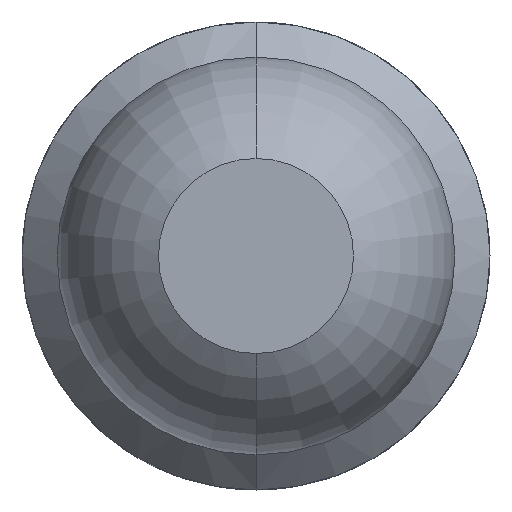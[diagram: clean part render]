
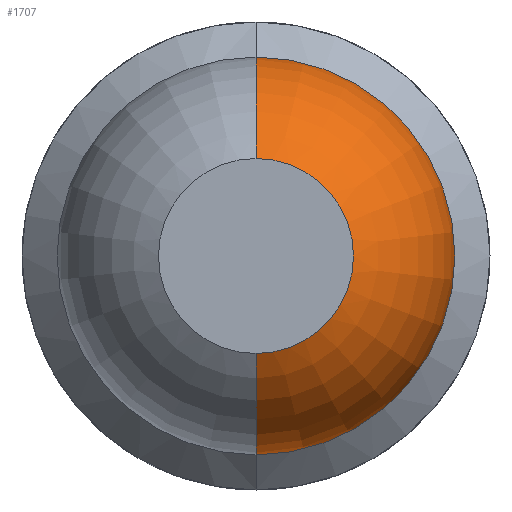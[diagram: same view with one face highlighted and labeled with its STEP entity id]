
A CAD part, front view. The second image highlights one B-rep face of the part: STEP entity #1707.
In plain terms, the highlighted toroidal (fillet/blend) face has major radius 0.01 mm and minor radius 0.5 mm.
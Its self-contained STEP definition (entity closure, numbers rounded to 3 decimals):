
#7 = EDGE_CURVE ( 'NONE', #942, #899, #539, .T. ) ;
#185 = CIRCLE ( 'NONE', #1416, 0.25 ) ;
#274 = CARTESIAN_POINT ( 'NONE',  ( 0., -26.961, -0.51 ) ) ;
#371 = EDGE_CURVE ( 'Defeature ausgef�hrt2_35+Defeature ausgef�hrt2_5+Defeature ausgef�hrt2_5+Defeature ausgef�hrt2_5', #3459, #942, #185, .T. ) ;
#455 = ORIENTED_EDGE ( 'NONE', *, *, #1538, .T. ) ;
#539 = CIRCLE ( 'NONE', #4106, 0.5 ) ;
#755 = EDGE_CURVE ( 'Defeature ausgef�hrt2_6+Defeature ausgef�hrt2_5+Defeature ausgef�hrt2_5+Defeature ausgef�hrt2_5', #899, #4099, #1885, .T. ) ;
#899 = VERTEX_POINT ( 'NONE', #2794 ) ;
#942 = VERTEX_POINT ( 'NONE', #3253 ) ;
#947 = CIRCLE ( 'NONE', #2495, 0.5 ) ;
#1211 = DIRECTION ( 'NONE',  ( 1., 0., 0. ) ) ;
#1233 = ORIENTED_EDGE ( 'NONE', *, *, #7, .F. ) ;
#1416 = AXIS2_PLACEMENT_3D ( 'NONE', #3346, #3733, #2664 ) ;
#1538 = EDGE_CURVE ( 'NONE', #3459, #4099, #947, .T. ) ;
#1582 = CARTESIAN_POINT ( 'NONE',  ( 0., -26.961, -0.01 ) ) ;
#1707 = ADVANCED_FACE ( 'Defeature ausgef�hrt2_5', ( #2125 ), #2292, .T. ) ;
#1885 = CIRCLE ( 'NONE', #2323, 0.51 ) ;
#2006 = DIRECTION ( 'NONE',  ( 0., 0., 1. ) ) ;
#2125 = FACE_OUTER_BOUND ( 'NONE', #3312, .T. ) ;
#2228 = CARTESIAN_POINT ( 'NONE',  ( 0., -27.4, -0.25 ) ) ;
#2292 = TOROIDAL_SURFACE ( 'NONE', #4169, 0.01, 0.5 ) ;
#2296 = DIRECTION ( 'NONE',  ( 0., 0., -1. ) ) ;
#2323 = AXIS2_PLACEMENT_3D ( 'NONE', #4136, #4463, #2006 ) ;
#2344 = DIRECTION ( 'NONE',  ( -1., 0., 0. ) ) ;
#2476 = CARTESIAN_POINT ( 'NONE',  ( 0., -26.961, 0. ) ) ;
#2495 = AXIS2_PLACEMENT_3D ( 'NONE', #1582, #1211, #2296 ) ;
#2664 = DIRECTION ( 'NONE',  ( 0., 0., -1. ) ) ;
#2794 = CARTESIAN_POINT ( 'NONE',  ( 0., -26.961, 0.51 ) ) ;
#2859 = DIRECTION ( 'NONE',  ( 0., 0., 1. ) ) ;
#3253 = CARTESIAN_POINT ( 'NONE',  ( 0., -27.4, 0.25 ) ) ;
#3312 = EDGE_LOOP ( 'NONE', ( #3422, #455, #4630, #1233 ) ) ;
#3346 = CARTESIAN_POINT ( 'NONE',  ( 0., -27.4, 0. ) ) ;
#3414 = DIRECTION ( 'NONE',  ( 0., 0., 1. ) ) ;
#3422 = ORIENTED_EDGE ( 'NONE', *, *, #371, .F. ) ;
#3459 = VERTEX_POINT ( 'NONE', #2228 ) ;
#3575 = DIRECTION ( 'NONE',  ( 0., 1., 0. ) ) ;
#3733 = DIRECTION ( 'NONE',  ( 0., -1., 0. ) ) ;
#3756 = CARTESIAN_POINT ( 'NONE',  ( 0., -26.961, 0.01 ) ) ;
#4099 = VERTEX_POINT ( 'NONE', #274 ) ;
#4106 = AXIS2_PLACEMENT_3D ( 'NONE', #3756, #2344, #3414 ) ;
#4136 = CARTESIAN_POINT ( 'NONE',  ( 0., -26.961, 0. ) ) ;
#4169 = AXIS2_PLACEMENT_3D ( 'NONE', #2476, #3575, #2859 ) ;
#4463 = DIRECTION ( 'NONE',  ( 0., 1., 0. ) ) ;
#4630 = ORIENTED_EDGE ( 'NONE', *, *, #755, .F. ) ;
